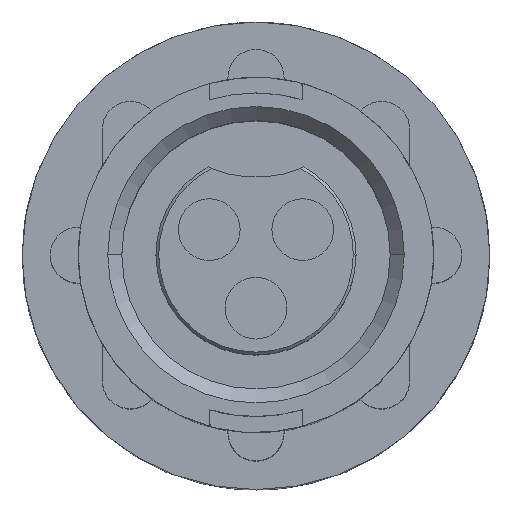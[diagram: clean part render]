
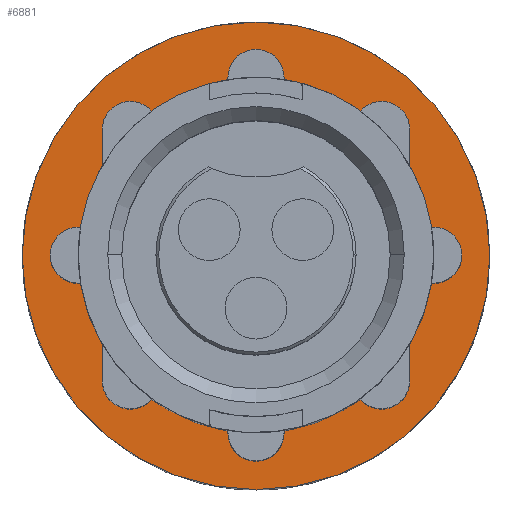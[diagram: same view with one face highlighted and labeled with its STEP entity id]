
A CAD part, top view. The second image highlights one B-rep face of the part: STEP entity #6881.
In plain terms, the highlighted planar face has unit normal (0, 0, 1).
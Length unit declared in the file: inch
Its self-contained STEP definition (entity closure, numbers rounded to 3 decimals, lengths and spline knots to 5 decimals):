
#173 = CIRCLE ( 'NONE', #4416, 0.25 ) ;
#423 = CIRCLE ( 'NONE', #1349, 0.1705 ) ;
#612 = PLANE ( 'NONE',  #3948 ) ;
#1067 = DIRECTION ( 'NONE',  ( 0., 0., 1. ) ) ;
#1192 = EDGE_CURVE ( 'NONE', #9717, #7523, #173, .T. ) ;
#1217 = ORIENTED_EDGE ( 'NONE', *, *, #1192, .T. ) ;
#1251 = ORIENTED_EDGE ( 'NONE', *, *, #9940, .T. ) ;
#1349 = AXIS2_PLACEMENT_3D ( 'NONE', #5964, #1067, #6772 ) ;
#1433 = DIRECTION ( 'NONE',  ( 1., 0., 0. ) ) ;
#1636 = ORIENTED_EDGE ( 'NONE', *, *, #4138, .F. ) ;
#1791 = VERTEX_POINT ( 'NONE', #6514 ) ;
#1815 = CIRCLE ( 'NONE', #7109, 0.25 ) ;
#2438 = DIRECTION ( 'NONE',  ( 0., 0., 1. ) ) ;
#2923 = CARTESIAN_POINT ( 'NONE',  ( 0., 0., 0.276 ) ) ;
#3025 = VERTEX_POINT ( 'NONE', #3310 ) ;
#3310 = CARTESIAN_POINT ( 'NONE',  ( -0.1705, 0., 0.276 ) ) ;
#3735 = DIRECTION ( 'NONE',  ( 1., 0., 0. ) ) ;
#3948 = AXIS2_PLACEMENT_3D ( 'NONE', #7867, #6331, #1433 ) ;
#4138 = EDGE_CURVE ( 'NONE', #1791, #3025, #423, .T. ) ;
#4296 = CARTESIAN_POINT ( 'NONE',  ( 0., 0., 0.276 ) ) ;
#4416 = AXIS2_PLACEMENT_3D ( 'NONE', #4296, #10009, #5117 ) ;
#4628 = EDGE_LOOP ( 'NONE', ( #1251, #1217 ) ) ;
#5117 = DIRECTION ( 'NONE',  ( 1., 0., 0. ) ) ;
#5748 = EDGE_CURVE ( 'NONE', #3025, #1791, #7716, .T. ) ;
#5771 = FACE_OUTER_BOUND ( 'NONE', #4628, .T. ) ;
#5958 = CARTESIAN_POINT ( 'NONE',  ( -0.25, 0., 0.276 ) ) ;
#5964 = CARTESIAN_POINT ( 'NONE',  ( 0., 0., 0.276 ) ) ;
#6279 = ORIENTED_EDGE ( 'NONE', *, *, #5748, .F. ) ;
#6331 = DIRECTION ( 'NONE',  ( 0., 0., 1. ) ) ;
#6514 = CARTESIAN_POINT ( 'NONE',  ( 0.1705, 0., 0.276 ) ) ;
#6772 = DIRECTION ( 'NONE',  ( 1., 0., 0. ) ) ;
#6881 = ADVANCED_FACE ( 'NONE', ( #5771, #8205 ), #612, .T. ) ;
#7109 = AXIS2_PLACEMENT_3D ( 'NONE', #2923, #8646, #3735 ) ;
#7334 = CARTESIAN_POINT ( 'NONE',  ( 0., 0., 0.276 ) ) ;
#7523 = VERTEX_POINT ( 'NONE', #7749 ) ;
#7716 = CIRCLE ( 'NONE', #9499, 0.1705 ) ;
#7749 = CARTESIAN_POINT ( 'NONE',  ( 0.25, 0., 0.276 ) ) ;
#7867 = CARTESIAN_POINT ( 'NONE',  ( 0., 0.1725, 0.276 ) ) ;
#8153 = DIRECTION ( 'NONE',  ( 1., 0., 0. ) ) ;
#8205 = FACE_BOUND ( 'NONE', #9872, .T. ) ;
#8646 = DIRECTION ( 'NONE',  ( 0., 0., 1. ) ) ;
#9499 = AXIS2_PLACEMENT_3D ( 'NONE', #7334, #2438, #8153 ) ;
#9717 = VERTEX_POINT ( 'NONE', #5958 ) ;
#9872 = EDGE_LOOP ( 'NONE', ( #6279, #1636 ) ) ;
#9940 = EDGE_CURVE ( 'NONE', #7523, #9717, #1815, .T. ) ;
#10009 = DIRECTION ( 'NONE',  ( 0., 0., 1. ) ) ;
